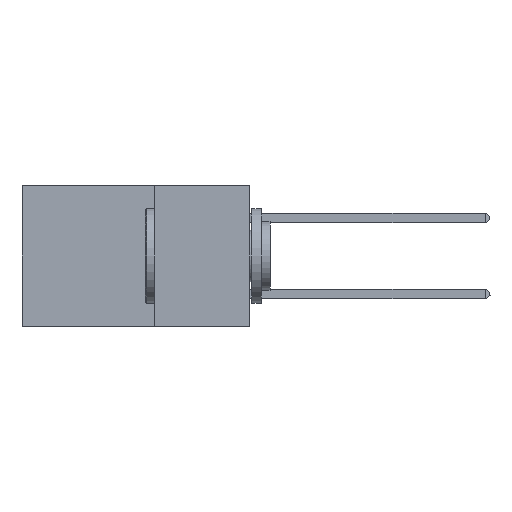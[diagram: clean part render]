
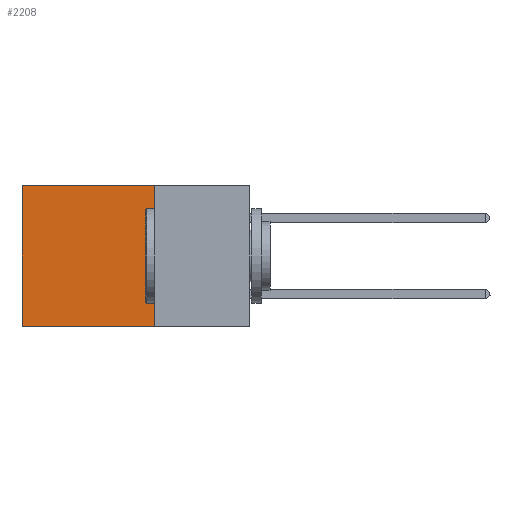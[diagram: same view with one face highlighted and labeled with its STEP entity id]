
A CAD part, left-side view. The second image highlights one B-rep face of the part: STEP entity #2208.
In plain terms, the highlighted planar face has unit normal (-1, 0, 0).
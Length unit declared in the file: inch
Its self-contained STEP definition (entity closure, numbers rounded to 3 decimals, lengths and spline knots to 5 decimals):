
#754 = EDGE_CURVE ( 'NONE', #10452, #3171, #790, .T. ) ;
#790 = LINE ( 'NONE', #14830, #9353 ) ;
#2127 = AXIS2_PLACEMENT_3D ( 'NONE', #5371, #5267, #15590 ) ;
#2176 = EDGE_CURVE ( 'NONE', #10452, #3941, #12613, .T. ) ;
#2208 = ADVANCED_FACE ( 'NONE', ( #12812 ), #10329, .F. ) ;
#2681 = LINE ( 'NONE', #7495, #3472 ) ;
#3171 = VERTEX_POINT ( 'NONE', #9540 ) ;
#3325 = ORIENTED_EDGE ( 'NONE', *, *, #5655, .T. ) ;
#3472 = VECTOR ( 'NONE', #12451, 39.37008 ) ;
#3883 = CARTESIAN_POINT ( 'NONE',  ( 0.2875, 0.6, -0.37 ) ) ;
#3941 = VERTEX_POINT ( 'NONE', #7400 ) ;
#4059 = VERTEX_POINT ( 'NONE', #3883 ) ;
#5267 = DIRECTION ( 'NONE',  ( 1., 0., 0. ) ) ;
#5371 = CARTESIAN_POINT ( 'NONE',  ( 0.2875, 0.25, 0. ) ) ;
#5380 = ORIENTED_EDGE ( 'NONE', *, *, #2176, .T. ) ;
#5655 = EDGE_CURVE ( 'NONE', #3941, #4059, #11146, .T. ) ;
#5969 = EDGE_LOOP ( 'NONE', ( #3325, #12794, #9757, #5380 ) ) ;
#6976 = EDGE_CURVE ( 'NONE', #3171, #4059, #2681, .T. ) ;
#7400 = CARTESIAN_POINT ( 'NONE',  ( 0.2875, 0.6, 0. ) ) ;
#7495 = CARTESIAN_POINT ( 'NONE',  ( 0.2875, 0.25, -0.37 ) ) ;
#7747 = VECTOR ( 'NONE', #14326, 39.37008 ) ;
#9353 = VECTOR ( 'NONE', #13635, 39.37008 ) ;
#9515 = DIRECTION ( 'NONE',  ( 0., 0., -1. ) ) ;
#9540 = CARTESIAN_POINT ( 'NONE',  ( 0.2875, 0.25, -0.37 ) ) ;
#9757 = ORIENTED_EDGE ( 'NONE', *, *, #754, .F. ) ;
#10329 = PLANE ( 'NONE',  #2127 ) ;
#10382 = CARTESIAN_POINT ( 'NONE',  ( 0.2875, 0.6, 0. ) ) ;
#10452 = VERTEX_POINT ( 'NONE', #11775 ) ;
#11146 = LINE ( 'NONE', #10382, #15003 ) ;
#11775 = CARTESIAN_POINT ( 'NONE',  ( 0.2875, 0.25, 0. ) ) ;
#12451 = DIRECTION ( 'NONE',  ( 0., 1., 0. ) ) ;
#12613 = LINE ( 'NONE', #15216, #7747 ) ;
#12794 = ORIENTED_EDGE ( 'NONE', *, *, #6976, .F. ) ;
#12812 = FACE_OUTER_BOUND ( 'NONE', #5969, .T. ) ;
#13635 = DIRECTION ( 'NONE',  ( 0., 0., -1. ) ) ;
#14326 = DIRECTION ( 'NONE',  ( 0., 1., 0. ) ) ;
#14830 = CARTESIAN_POINT ( 'NONE',  ( 0.2875, 0.25, 0. ) ) ;
#15003 = VECTOR ( 'NONE', #9515, 39.37008 ) ;
#15216 = CARTESIAN_POINT ( 'NONE',  ( 0.2875, 0.25, 0. ) ) ;
#15590 = DIRECTION ( 'NONE',  ( 0., 0., -1. ) ) ;
